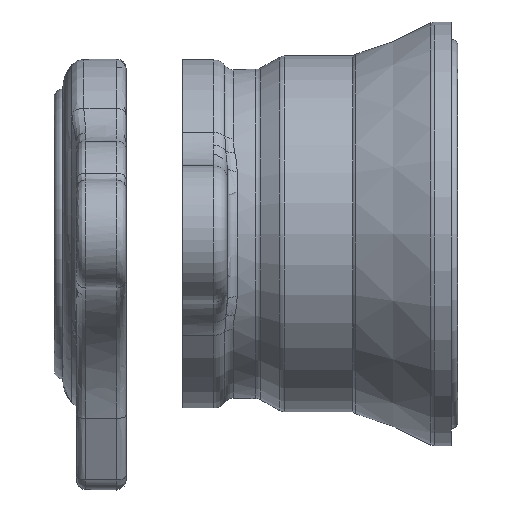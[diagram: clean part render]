
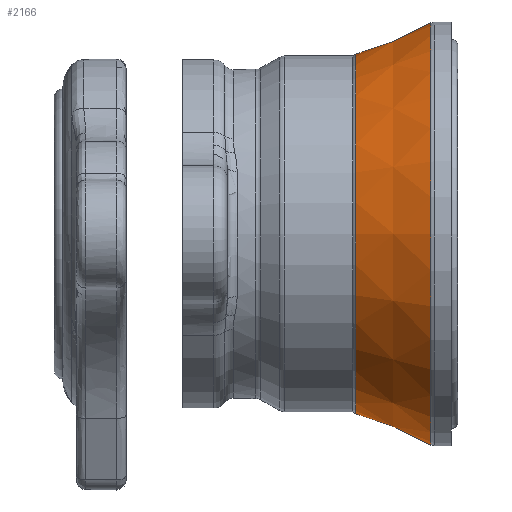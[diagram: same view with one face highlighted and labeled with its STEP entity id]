
A CAD part, left-side view. The second image highlights one B-rep face of the part: STEP entity #2166.
In plain terms, the highlighted conical face has half-angle 22.62 degrees and reference radius 29.35 mm.
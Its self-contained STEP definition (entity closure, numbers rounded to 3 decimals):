
#81=CONICAL_SURFACE('',#2343,29.35,0.395);
#146=FACE_OUTER_BOUND('',#295,.T.);
#295=EDGE_LOOP('',(#1454,#1455,#1456,#1457,#1458,#1459));
#449=CIRCLE('',#2338,31.735);
#453=CIRCLE('',#2342,31.735);
#454=CIRCLE('',#2344,27.034);
#455=CIRCLE('',#2345,27.034);
#752=LINE('',#3405,#802);
#802=VECTOR('',#2570,29.35);
#872=VERTEX_POINT('',#3394);
#873=VERTEX_POINT('',#3395);
#876=VERTEX_POINT('',#3404);
#877=VERTEX_POINT('',#3406);
#1089=EDGE_CURVE('',#872,#873,#449,.T.);
#1093=EDGE_CURVE('',#873,#872,#453,.T.);
#1094=EDGE_CURVE('',#872,#876,#752,.T.);
#1095=EDGE_CURVE('',#877,#876,#454,.T.);
#1096=EDGE_CURVE('',#876,#877,#455,.T.);
#1454=ORIENTED_EDGE('',*,*,#1089,.F.);
#1455=ORIENTED_EDGE('',*,*,#1094,.T.);
#1456=ORIENTED_EDGE('',*,*,#1095,.F.);
#1457=ORIENTED_EDGE('',*,*,#1096,.F.);
#1458=ORIENTED_EDGE('',*,*,#1094,.F.);
#1459=ORIENTED_EDGE('',*,*,#1093,.F.);
#2166=ADVANCED_FACE('',(#146),#81,.T.);
#2338=AXIS2_PLACEMENT_3D('',#3396,#2558,#2559);
#2342=AXIS2_PLACEMENT_3D('',#3402,#2566,#2567);
#2343=AXIS2_PLACEMENT_3D('',#3403,#2568,#2569);
#2344=AXIS2_PLACEMENT_3D('',#3407,#2571,#2572);
#2345=AXIS2_PLACEMENT_3D('',#3408,#2573,#2574);
#2558=DIRECTION('center_axis',(0.,-1.,0.));
#2559=DIRECTION('ref_axis',(1.,0.,0.));
#2566=DIRECTION('center_axis',(0.,-1.,0.));
#2567=DIRECTION('ref_axis',(1.,0.,0.));
#2568=DIRECTION('center_axis',(0.,-1.,0.));
#2569=DIRECTION('ref_axis',(1.,0.,0.));
#2570=DIRECTION('',(0.385,0.923,0.));
#2571=DIRECTION('center_axis',(0.,1.,0.));
#2572=DIRECTION('ref_axis',(-1.,0.,0.));
#2573=DIRECTION('center_axis',(0.,1.,0.));
#2574=DIRECTION('ref_axis',(-1.,0.,0.));
#3394=CARTESIAN_POINT('',(-31.735,-30.623,0.));
#3395=CARTESIAN_POINT('',(0.,-30.623,-31.735));
#3396=CARTESIAN_POINT('Origin',(0.,-30.623,0.));
#3402=CARTESIAN_POINT('Origin',(0.,-30.623,0.));
#3403=CARTESIAN_POINT('Origin',(0.,-24.9,0.));
#3404=CARTESIAN_POINT('',(-27.034,-19.343,0.));
#3405=CARTESIAN_POINT('',(-29.35,-24.9,0.));
#3406=CARTESIAN_POINT('',(27.034,-19.343,0.));
#3407=CARTESIAN_POINT('Origin',(0.,-19.343,0.));
#3408=CARTESIAN_POINT('Origin',(0.,-19.343,0.));
